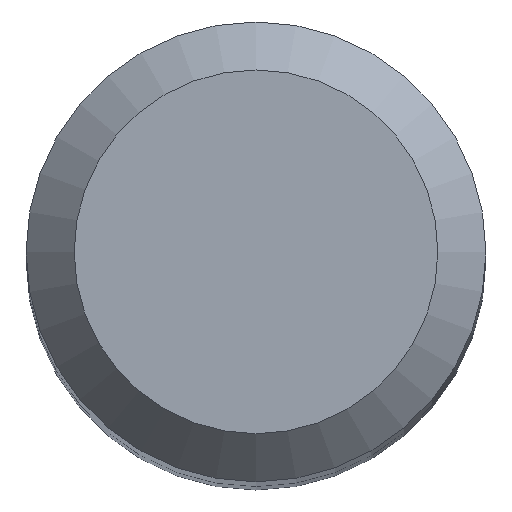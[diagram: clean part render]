
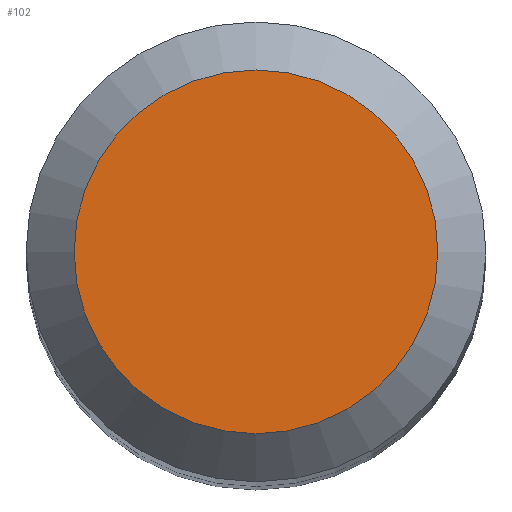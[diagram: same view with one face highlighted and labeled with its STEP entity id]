
A CAD part, top view. The second image highlights one B-rep face of the part: STEP entity #102.
In plain terms, the highlighted planar face has unit normal (0, 0, 1).
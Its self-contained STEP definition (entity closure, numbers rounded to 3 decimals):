
#3 = PLANE ( 'NONE',  #177 ) ;
#5 = CARTESIAN_POINT ( 'NONE',  ( 0., 0., 70. ) ) ;
#15 = EDGE_CURVE ( 'NONE', #130, #130, #70, .T. ) ;
#16 = FACE_OUTER_BOUND ( 'NONE', #40, .T. ) ;
#17 = DIRECTION ( 'NONE',  ( 0., 1., 0. ) ) ;
#38 = AXIS2_PLACEMENT_3D ( 'NONE', #65, #193, #17 ) ;
#40 = EDGE_LOOP ( 'NONE', ( #152 ) ) ;
#65 = CARTESIAN_POINT ( 'NONE',  ( 0., 0., 70. ) ) ;
#66 = DIRECTION ( 'NONE',  ( 0., 1., 0. ) ) ;
#70 = CIRCLE ( 'NONE', #38, 2.65 ) ;
#102 = ADVANCED_FACE ( 'NONE', ( #16 ), #3, .F. ) ;
#104 = CARTESIAN_POINT ( 'NONE',  ( 0., 2.65, 70. ) ) ;
#130 = VERTEX_POINT ( 'NONE', #104 ) ;
#152 = ORIENTED_EDGE ( 'NONE', *, *, #15, .F. ) ;
#177 = AXIS2_PLACEMENT_3D ( 'NONE', #5, #194, #66 ) ;
#193 = DIRECTION ( 'NONE',  ( 0., 0., -1. ) ) ;
#194 = DIRECTION ( 'NONE',  ( 0., 0., -1. ) ) ;
